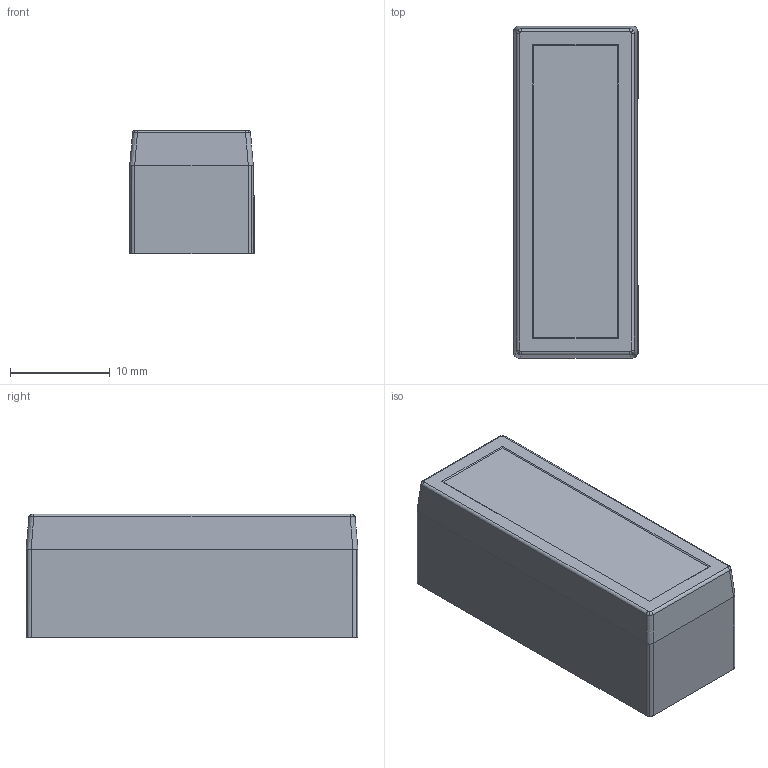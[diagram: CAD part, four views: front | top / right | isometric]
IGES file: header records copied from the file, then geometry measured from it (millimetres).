
Start section: SolidWorks IGES file using analytic representation for surfaces
Global section: file name: OUTSIDE-IAC-R7S.IGS,15; native system: HSolidWorks 2012; preprocessor: SolidWorks 2012; author: 2606; date: 140821.191927; units: millimetre
Bounding box: 12.5 x 33.3 x 12.4 mm (x, y, z)
Surface area: 2052.6 mm2 (no closed solid volume)
Topology: 0 solids, 0 shells, 59 faces, 446 edges, 446 vertices
Faces by surface type: bspline 41, revolution 18
